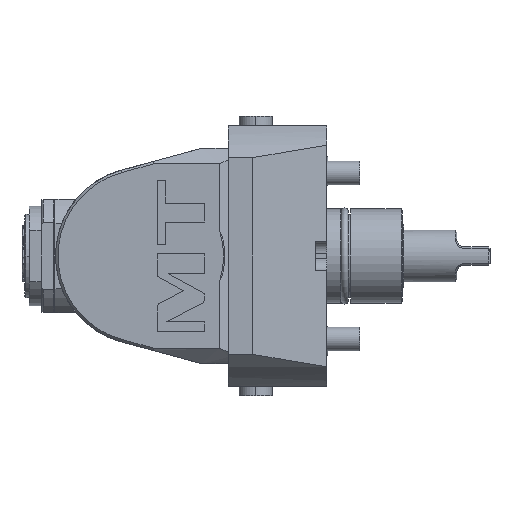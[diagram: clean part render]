
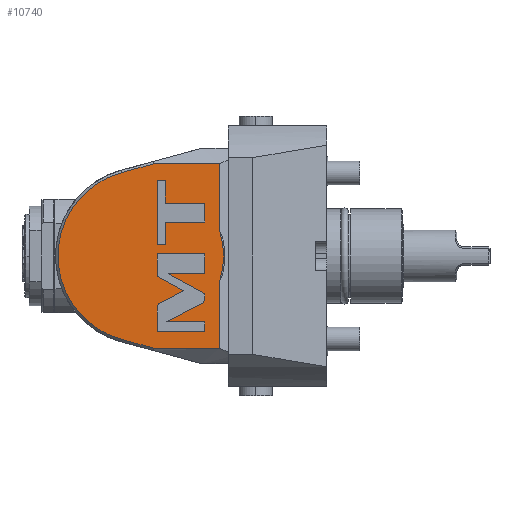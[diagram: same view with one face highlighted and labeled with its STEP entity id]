
A CAD part, front view. The second image highlights one B-rep face of the part: STEP entity #10740.
In plain terms, the highlighted planar face has unit normal (0, -1, 0).
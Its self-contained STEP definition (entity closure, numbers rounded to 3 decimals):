
#2141=DIRECTION('',(-0.965,0.,0.264));
#2142=VECTOR('',#2141,13.938);
#2143=CARTESIAN_POINT('',(-73.189,-47.,-38.884));
#2144=LINE('',#2143,#2142);
#2156=DIRECTION('',(0.,0.,-1.));
#2157=VECTOR('',#2156,28.31);
#2158=CARTESIAN_POINT('',(-45.213,-47.,38.884));
#2159=LINE('',#2158,#2157);
#2160=DIRECTION('',(0.,0.,-1.));
#2161=VECTOR('',#2160,28.31);
#2162=CARTESIAN_POINT('',(-45.213,-47.,-10.574));
#2163=LINE('',#2162,#2161);
#2164=DIRECTION('',(1.,0.,0.));
#2165=VECTOR('',#2164,27.976);
#2166=CARTESIAN_POINT('',(-73.189,-47.,-38.884));
#2167=LINE('',#2166,#2165);
#2168=DIRECTION('',(1.,0.,0.));
#2169=VECTOR('',#2168,27.976);
#2170=CARTESIAN_POINT('',(-73.189,-47.,38.884));
#2171=LINE('',#2170,#2169);
#2172=CARTESIAN_POINT('',(-70.198,-47.,-19.771));
#2173=CARTESIAN_POINT('',(-71.001,-47.,-20.186));
#2174=CARTESIAN_POINT('',(-71.5,-47.,-21.006));
#2175=CARTESIAN_POINT('',(-71.5,-47.,-21.91));
#2177=DIRECTION('',(0.,0.,-1.));
#2178=VECTOR('',#2177,10.054);
#2179=CARTESIAN_POINT('',(-71.5,-47.,-21.91));
#2180=LINE('',#2179,#2178);
#2181=DIRECTION('',(1.,0.,0.));
#2182=VECTOR('',#2181,20.);
#2183=CARTESIAN_POINT('',(-71.5,-47.,-31.964));
#2184=LINE('',#2183,#2182);
#2185=DIRECTION('',(0.,0.,1.));
#2186=VECTOR('',#2185,4.16);
#2187=CARTESIAN_POINT('',(-51.5,-47.,-31.964));
#2188=LINE('',#2187,#2186);
#2189=DIRECTION('',(-1.,0.,0.));
#2190=VECTOR('',#2189,16.202);
#2191=CARTESIAN_POINT('',(-51.5,-47.,-27.804));
#2192=LINE('',#2191,#2190);
#2193=DIRECTION('',(0.888,0.,0.459));
#2194=VECTOR('',#2193,16.774);
#2195=CARTESIAN_POINT('',(-67.702,-47.,-27.804));
#2196=LINE('',#2195,#2194);
#2197=CARTESIAN_POINT('',(-52.802,-47.,-20.1));
#2198=CARTESIAN_POINT('',(-51.998,-47.,-19.684));
#2199=CARTESIAN_POINT('',(-51.5,-47.,-18.863));
#2200=CARTESIAN_POINT('',(-51.5,-47.,-17.958));
#2202=DIRECTION('',(0.,0.,1.));
#2203=VECTOR('',#2202,2.086);
#2204=CARTESIAN_POINT('',(-51.5,-47.,-17.958));
#2205=LINE('',#2204,#2203);
#2206=DIRECTION('',(-0.877,0.,0.481));
#2207=VECTOR('',#2206,17.353);
#2208=CARTESIAN_POINT('',(-51.5,-47.,-15.872));
#2209=LINE('',#2208,#2207);
#2210=DIRECTION('',(1.,0.,0.));
#2211=VECTOR('',#2210,15.212);
#2212=CARTESIAN_POINT('',(-66.712,-47.,-7.522));
#2213=LINE('',#2212,#2211);
#2214=DIRECTION('',(0.,0.,1.));
#2215=VECTOR('',#2214,8.416);
#2216=CARTESIAN_POINT('',(-51.5,-47.,-7.522));
#2217=LINE('',#2216,#2215);
#2218=DIRECTION('',(-1.,0.,0.));
#2219=VECTOR('',#2218,20.);
#2220=CARTESIAN_POINT('',(-51.5,-47.,0.894));
#2221=LINE('',#2220,#2219);
#2222=DIRECTION('',(0.,0.,-1.));
#2223=VECTOR('',#2222,9.488);
#2224=CARTESIAN_POINT('',(-71.5,-47.,0.894));
#2225=LINE('',#2224,#2223);
#2226=DIRECTION('',(0.877,0.,-0.481));
#2227=VECTOR('',#2226,12.681);
#2228=CARTESIAN_POINT('',(-71.5,-47.,-8.594));
#2229=LINE('',#2228,#2227);
#2230=DIRECTION('',(-0.888,0.,-0.459));
#2231=VECTOR('',#2230,11.049);
#2232=CARTESIAN_POINT('',(-60.384,-47.,-14.696));
#2233=LINE('',#2232,#2231);
#2234=DIRECTION('',(1.,0.,0.));
#2235=VECTOR('',#2234,16.594);
#2236=CARTESIAN_POINT('',(-68.094,-47.,14.344));
#2237=LINE('',#2236,#2235);
#2238=DIRECTION('',(0.,0.,1.));
#2239=VECTOR('',#2238,7.922);
#2240=CARTESIAN_POINT('',(-51.5,-47.,14.344));
#2241=LINE('',#2240,#2239);
#2242=DIRECTION('',(-1.,0.,0.));
#2243=VECTOR('',#2242,16.594);
#2244=CARTESIAN_POINT('',(-51.5,-47.,22.266));
#2245=LINE('',#2244,#2243);
#2246=DIRECTION('',(0.,0.,1.));
#2247=VECTOR('',#2246,9.696);
#2248=CARTESIAN_POINT('',(-68.094,-47.,22.266));
#2249=LINE('',#2248,#2247);
#2250=DIRECTION('',(-1.,0.,0.));
#2251=VECTOR('',#2250,3.406);
#2252=CARTESIAN_POINT('',(-68.094,-47.,31.962));
#2253=LINE('',#2252,#2251);
#2254=DIRECTION('',(0.,0.,-1.));
#2255=VECTOR('',#2254,27.314);
#2256=CARTESIAN_POINT('',(-71.5,-47.,31.962));
#2257=LINE('',#2256,#2255);
#2258=DIRECTION('',(1.,0.,0.));
#2259=VECTOR('',#2258,3.406);
#2260=CARTESIAN_POINT('',(-71.5,-47.,4.648));
#2261=LINE('',#2260,#2259);
#2262=DIRECTION('',(0.,0.,1.));
#2263=VECTOR('',#2262,9.696);
#2264=CARTESIAN_POINT('',(-68.094,-47.,4.648));
#2265=LINE('',#2264,#2263);
#2274=CARTESIAN_POINT('',(-45.213,-47.,10.574));
#2282=CARTESIAN_POINT('',(-45.213,-47.,38.884));
#2284=CARTESIAN_POINT('',(-45.213,-47.,-38.884));
#2292=CARTESIAN_POINT('',(-45.213,-47.,-10.574));
#2299=CARTESIAN_POINT('',(-77.,-47.,0.));
#2300=DIRECTION('',(0.,-1.,0.));
#2301=DIRECTION('',(0.949,0.,-0.316));
#2302=AXIS2_PLACEMENT_3D('',#2299,#2300,#2301);
#2304=CARTESIAN_POINT('',(-77.,-47.,0.));
#2305=DIRECTION('',(0.,1.,0.));
#2306=DIRECTION('',(-0.264,0.,-0.965));
#2307=AXIS2_PLACEMENT_3D('',#2304,#2305,#2306);
#2318=DIRECTION('',(-0.965,0.,-0.264));
#2319=VECTOR('',#2318,13.938);
#2320=CARTESIAN_POINT('',(-73.189,-47.,38.884));
#2321=LINE('',#2320,#2319);
#7734=VERTEX_POINT('',#2282);
#7735=VERTEX_POINT('',#2284);
#7752=CARTESIAN_POINT('',(-73.189,-47.,-38.884));
#7753=CARTESIAN_POINT('',(-86.633,-47.,-35.206));
#7754=VERTEX_POINT('',#7752);
#7755=VERTEX_POINT('',#7753);
#7760=CARTESIAN_POINT('',(-86.633,-47.,35.206));
#7761=VERTEX_POINT('',#7760);
#7764=CARTESIAN_POINT('',(-73.189,-47.,38.884));
#7765=VERTEX_POINT('',#7764);
#8193=VERTEX_POINT('',#2274);
#8194=VERTEX_POINT('',#2292);
#8666=CARTESIAN_POINT('',(-70.198,-47.,-19.771));
#8667=VERTEX_POINT('',#8666);
#8668=CARTESIAN_POINT('',(-71.5,-47.,-21.91));
#8669=VERTEX_POINT('',#8668);
#8670=CARTESIAN_POINT('',(-71.5,-47.,-31.964));
#8671=VERTEX_POINT('',#8670);
#8672=CARTESIAN_POINT('',(-51.5,-47.,-31.964));
#8673=VERTEX_POINT('',#8672);
#8674=CARTESIAN_POINT('',(-51.5,-47.,-27.804));
#8675=VERTEX_POINT('',#8674);
#8676=CARTESIAN_POINT('',(-67.702,-47.,-27.804));
#8677=VERTEX_POINT('',#8676);
#8678=CARTESIAN_POINT('',(-52.802,-47.,-20.1));
#8679=VERTEX_POINT('',#8678);
#8680=CARTESIAN_POINT('',(-51.5,-47.,-17.958));
#8681=VERTEX_POINT('',#8680);
#8682=CARTESIAN_POINT('',(-51.5,-47.,-15.872));
#8683=VERTEX_POINT('',#8682);
#8684=CARTESIAN_POINT('',(-66.712,-47.,-7.522));
#8685=VERTEX_POINT('',#8684);
#8686=CARTESIAN_POINT('',(-51.5,-47.,-7.522));
#8687=VERTEX_POINT('',#8686);
#8688=CARTESIAN_POINT('',(-51.5,-47.,0.894));
#8689=VERTEX_POINT('',#8688);
#8690=CARTESIAN_POINT('',(-71.5,-47.,0.894));
#8691=VERTEX_POINT('',#8690);
#8692=CARTESIAN_POINT('',(-71.5,-47.,-8.594));
#8693=VERTEX_POINT('',#8692);
#8694=CARTESIAN_POINT('',(-60.384,-47.,-14.696));
#8695=VERTEX_POINT('',#8694);
#8696=CARTESIAN_POINT('',(-68.094,-47.,14.344));
#8697=VERTEX_POINT('',#8696);
#8698=CARTESIAN_POINT('',(-51.5,-47.,14.344));
#8699=VERTEX_POINT('',#8698);
#8700=CARTESIAN_POINT('',(-51.5,-47.,22.266));
#8701=VERTEX_POINT('',#8700);
#8702=CARTESIAN_POINT('',(-68.094,-47.,22.266));
#8703=VERTEX_POINT('',#8702);
#8704=CARTESIAN_POINT('',(-68.094,-47.,31.962));
#8705=VERTEX_POINT('',#8704);
#8706=CARTESIAN_POINT('',(-71.5,-47.,31.962));
#8707=VERTEX_POINT('',#8706);
#8708=CARTESIAN_POINT('',(-71.5,-47.,4.648));
#8709=VERTEX_POINT('',#8708);
#8710=CARTESIAN_POINT('',(-68.094,-47.,4.648));
#8711=VERTEX_POINT('',#8710);
#10669=CARTESIAN_POINT('',(-137.,-47.,45.5));
#10670=DIRECTION('',(0.,-1.,0.));
#10671=DIRECTION('',(0.,0.,-1.));
#10672=AXIS2_PLACEMENT_3D('',#10669,#10670,#10671);
#10673=PLANE('',#10672);
#10675=ORIENTED_EDGE('',*,*,#10674,.T.);
#10677=ORIENTED_EDGE('',*,*,#10676,.F.);
#10679=ORIENTED_EDGE('',*,*,#10678,.T.);
#10681=ORIENTED_EDGE('',*,*,#10680,.F.);
#10682=ORIENTED_EDGE('',*,*,#10659,.T.);
#10684=ORIENTED_EDGE('',*,*,#10683,.T.);
#10686=ORIENTED_EDGE('',*,*,#10685,.F.);
#10687=ORIENTED_EDGE('',*,*,#8890,.T.);
#10688=EDGE_LOOP('',(#10675,#10677,#10679,#10681,#10682,#10684,#10686,#10687));
#10689=FACE_OUTER_BOUND('',#10688,.F.);
#10691=ORIENTED_EDGE('',*,*,#10690,.T.);
#10693=ORIENTED_EDGE('',*,*,#10692,.T.);
#10695=ORIENTED_EDGE('',*,*,#10694,.T.);
#10697=ORIENTED_EDGE('',*,*,#10696,.T.);
#10699=ORIENTED_EDGE('',*,*,#10698,.T.);
#10701=ORIENTED_EDGE('',*,*,#10700,.T.);
#10703=ORIENTED_EDGE('',*,*,#10702,.T.);
#10705=ORIENTED_EDGE('',*,*,#10704,.T.);
#10707=ORIENTED_EDGE('',*,*,#10706,.T.);
#10709=ORIENTED_EDGE('',*,*,#10708,.T.);
#10711=ORIENTED_EDGE('',*,*,#10710,.T.);
#10713=ORIENTED_EDGE('',*,*,#10712,.T.);
#10715=ORIENTED_EDGE('',*,*,#10714,.T.);
#10717=ORIENTED_EDGE('',*,*,#10716,.T.);
#10719=ORIENTED_EDGE('',*,*,#10718,.T.);
#10720=EDGE_LOOP('',(#10691,#10693,#10695,#10697,#10699,#10701,#10703,#10705,
#10707,#10709,#10711,#10713,#10715,#10717,#10719));
#10721=FACE_BOUND('',#10720,.F.);
#10723=ORIENTED_EDGE('',*,*,#10722,.T.);
#10725=ORIENTED_EDGE('',*,*,#10724,.T.);
#10727=ORIENTED_EDGE('',*,*,#10726,.T.);
#10729=ORIENTED_EDGE('',*,*,#10728,.T.);
#10731=ORIENTED_EDGE('',*,*,#10730,.T.);
#10733=ORIENTED_EDGE('',*,*,#10732,.T.);
#10735=ORIENTED_EDGE('',*,*,#10734,.T.);
#10737=ORIENTED_EDGE('',*,*,#10736,.T.);
#10738=EDGE_LOOP('',(#10723,#10725,#10727,#10729,#10731,#10733,#10735,#10737));
#10739=FACE_BOUND('',#10738,.F.);
#10740=ADVANCED_FACE('',(#10689,#10721,#10739),#10673,.T.);
#2176=B_SPLINE_CURVE_WITH_KNOTS('',3,(#2172,#2173,#2174,#2175),.UNSPECIFIED.,
.F.,.F.,(4,4),(0.,1.),.UNSPECIFIED.);
#2201=B_SPLINE_CURVE_WITH_KNOTS('',3,(#2197,#2198,#2199,#2200),.UNSPECIFIED.,
.F.,.F.,(4,4),(0.,1.),.UNSPECIFIED.);
#2303=CIRCLE('',#2302,33.5);
#2308=CIRCLE('',#2307,36.5);
#8890=EDGE_CURVE('',#7765,#7734,#2171,.T.);
#10659=EDGE_CURVE('',#7754,#7755,#2144,.T.);
#10674=EDGE_CURVE('',#7734,#8193,#2159,.T.);
#10676=EDGE_CURVE('',#8194,#8193,#2303,.T.);
#10678=EDGE_CURVE('',#8194,#7735,#2163,.T.);
#10680=EDGE_CURVE('',#7754,#7735,#2167,.T.);
#10683=EDGE_CURVE('',#7755,#7761,#2308,.T.);
#10685=EDGE_CURVE('',#7765,#7761,#2321,.T.);
#10690=EDGE_CURVE('',#8667,#8669,#2176,.T.);
#10692=EDGE_CURVE('',#8669,#8671,#2180,.T.);
#10694=EDGE_CURVE('',#8671,#8673,#2184,.T.);
#10696=EDGE_CURVE('',#8673,#8675,#2188,.T.);
#10698=EDGE_CURVE('',#8675,#8677,#2192,.T.);
#10700=EDGE_CURVE('',#8677,#8679,#2196,.T.);
#10702=EDGE_CURVE('',#8679,#8681,#2201,.T.);
#10704=EDGE_CURVE('',#8681,#8683,#2205,.T.);
#10706=EDGE_CURVE('',#8683,#8685,#2209,.T.);
#10708=EDGE_CURVE('',#8685,#8687,#2213,.T.);
#10710=EDGE_CURVE('',#8687,#8689,#2217,.T.);
#10712=EDGE_CURVE('',#8689,#8691,#2221,.T.);
#10714=EDGE_CURVE('',#8691,#8693,#2225,.T.);
#10716=EDGE_CURVE('',#8693,#8695,#2229,.T.);
#10718=EDGE_CURVE('',#8695,#8667,#2233,.T.);
#10722=EDGE_CURVE('',#8697,#8699,#2237,.T.);
#10724=EDGE_CURVE('',#8699,#8701,#2241,.T.);
#10726=EDGE_CURVE('',#8701,#8703,#2245,.T.);
#10728=EDGE_CURVE('',#8703,#8705,#2249,.T.);
#10730=EDGE_CURVE('',#8705,#8707,#2253,.T.);
#10732=EDGE_CURVE('',#8707,#8709,#2257,.T.);
#10734=EDGE_CURVE('',#8709,#8711,#2261,.T.);
#10736=EDGE_CURVE('',#8711,#8697,#2265,.T.);
